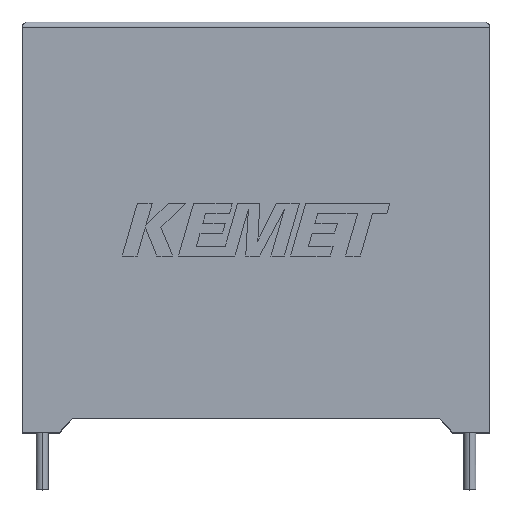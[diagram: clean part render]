
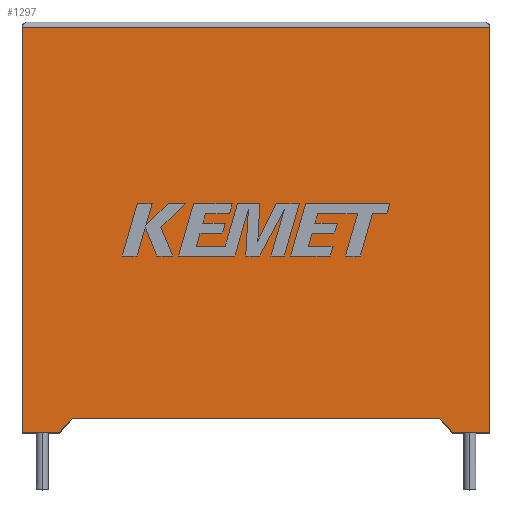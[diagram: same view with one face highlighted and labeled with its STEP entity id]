
A CAD part, top view. The second image highlights one B-rep face of the part: STEP entity #1297.
In plain terms, the highlighted planar face has unit normal (0, 0, 1).
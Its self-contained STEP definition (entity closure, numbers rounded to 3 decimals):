
#18 = AXIS2_PLACEMENT_3D ( 'NONE', #2117, #3116, #928 ) ;
#45 = CARTESIAN_POINT ( 'NONE',  ( 0., 0., 19. ) ) ;
#75 = VECTOR ( 'NONE', #1668, 1000. ) ;
#100 = DIRECTION ( 'NONE',  ( -1., 0., 0. ) ) ;
#145 = VECTOR ( 'NONE', #2227, 1000. ) ;
#173 = CARTESIAN_POINT ( 'NONE',  ( 41., 0., 19. ) ) ;
#197 = LINE ( 'NONE', #2000, #1141 ) ;
#312 = EDGE_CURVE ( 'NONE', #1549, #3160, #2105, .T. ) ;
#420 = CARTESIAN_POINT ( 'NONE',  ( 0., 0., 19. ) ) ;
#457 = EDGE_CURVE ( 'NONE', #468, #1269, #1245, .T. ) ;
#465 = DIRECTION ( 'NONE',  ( 1., 0., 0. ) ) ;
#468 = VERTEX_POINT ( 'NONE', #1746 ) ;
#592 = EDGE_CURVE ( 'NONE', #631, #1123, #197, .T. ) ;
#631 = VERTEX_POINT ( 'NONE', #692 ) ;
#642 = CARTESIAN_POINT ( 'NONE',  ( 36.611, 1.241, 19. ) ) ;
#652 = DIRECTION ( 'NONE',  ( -0.676, -0.737, 0. ) ) ;
#656 = VECTOR ( 'NONE', #2593, 1000. ) ;
#692 = CARTESIAN_POINT ( 'NONE',  ( 37.75, 0., 19. ) ) ;
#705 = LINE ( 'NONE', #1692, #656 ) ;
#731 = ORIENTED_EDGE ( 'NONE', *, *, #312, .F. ) ;
#859 = FACE_OUTER_BOUND ( 'NONE', #2794, .T. ) ;
#860 = VERTEX_POINT ( 'NONE', #45 ) ;
#905 = ORIENTED_EDGE ( 'NONE', *, *, #457, .T. ) ;
#928 = DIRECTION ( 'NONE',  ( -1., 0., 0. ) ) ;
#934 = ORIENTED_EDGE ( 'NONE', *, *, #2990, .T. ) ;
#977 = CARTESIAN_POINT ( 'NONE',  ( 20.5, 1.241, 19. ) ) ;
#1066 = ORIENTED_EDGE ( 'NONE', *, *, #1669, .T. ) ;
#1123 = VERTEX_POINT ( 'NONE', #173 ) ;
#1135 = VECTOR ( 'NONE', #652, 1000. ) ;
#1141 = VECTOR ( 'NONE', #465, 1000. ) ;
#1149 = LINE ( 'NONE', #2128, #1263 ) ;
#1245 = LINE ( 'NONE', #2182, #145 ) ;
#1263 = VECTOR ( 'NONE', #2840, 1000. ) ;
#1269 = VERTEX_POINT ( 'NONE', #2312 ) ;
#1297 = ADVANCED_FACE ( 'NONE', ( #859 ), #3080, .F. ) ;
#1387 = LINE ( 'NONE', #2131, #75 ) ;
#1398 = DIRECTION ( 'NONE',  ( 1., 0., 0. ) ) ;
#1549 = VERTEX_POINT ( 'NONE', #2288 ) ;
#1625 = VECTOR ( 'NONE', #1398, 1000. ) ;
#1647 = LINE ( 'NONE', #420, #1625 ) ;
#1668 = DIRECTION ( 'NONE',  ( 0., -1., 0. ) ) ;
#1669 = EDGE_CURVE ( 'NONE', #3040, #631, #1149, .T. ) ;
#1680 = EDGE_CURVE ( 'NONE', #860, #3160, #1647, .T. ) ;
#1692 = CARTESIAN_POINT ( 'NONE',  ( 41., 0., 19. ) ) ;
#1746 = CARTESIAN_POINT ( 'NONE',  ( 41., 35.5, 19. ) ) ;
#1770 = CARTESIAN_POINT ( 'NONE',  ( 3.25, 0., 19. ) ) ;
#1880 = CARTESIAN_POINT ( 'NONE',  ( 3.25, 0., 19. ) ) ;
#1957 = ORIENTED_EDGE ( 'NONE', *, *, #2861, .T. ) ;
#2000 = CARTESIAN_POINT ( 'NONE',  ( 0., 0., 19. ) ) ;
#2041 = ORIENTED_EDGE ( 'NONE', *, *, #592, .T. ) ;
#2105 = LINE ( 'NONE', #1880, #1135 ) ;
#2117 = CARTESIAN_POINT ( 'NONE',  ( 0., 0., 19. ) ) ;
#2128 = CARTESIAN_POINT ( 'NONE',  ( 37.75, 0., 19. ) ) ;
#2131 = CARTESIAN_POINT ( 'NONE',  ( 0., 0., 19. ) ) ;
#2182 = CARTESIAN_POINT ( 'NONE',  ( 0., 35.5, 19. ) ) ;
#2227 = DIRECTION ( 'NONE',  ( -1., 0., 0. ) ) ;
#2279 = ORIENTED_EDGE ( 'NONE', *, *, #1680, .T. ) ;
#2288 = CARTESIAN_POINT ( 'NONE',  ( 4.389, 1.241, 19. ) ) ;
#2312 = CARTESIAN_POINT ( 'NONE',  ( 0., 35.5, 19. ) ) ;
#2313 = ORIENTED_EDGE ( 'NONE', *, *, #2474, .F. ) ;
#2320 = LINE ( 'NONE', #977, #2705 ) ;
#2474 = EDGE_CURVE ( 'NONE', #3040, #1549, #2320, .T. ) ;
#2593 = DIRECTION ( 'NONE',  ( 0., 1., 0. ) ) ;
#2705 = VECTOR ( 'NONE', #100, 1000. ) ;
#2794 = EDGE_LOOP ( 'NONE', ( #934, #905, #1957, #2279, #731, #2313, #1066, #2041 ) ) ;
#2840 = DIRECTION ( 'NONE',  ( 0.676, -0.737, 0. ) ) ;
#2861 = EDGE_CURVE ( 'NONE', #1269, #860, #1387, .T. ) ;
#2990 = EDGE_CURVE ( 'NONE', #1123, #468, #705, .T. ) ;
#3040 = VERTEX_POINT ( 'NONE', #642 ) ;
#3080 = PLANE ( 'NONE',  #18 ) ;
#3116 = DIRECTION ( 'NONE',  ( 0., 0., -1. ) ) ;
#3160 = VERTEX_POINT ( 'NONE', #1770 ) ;
